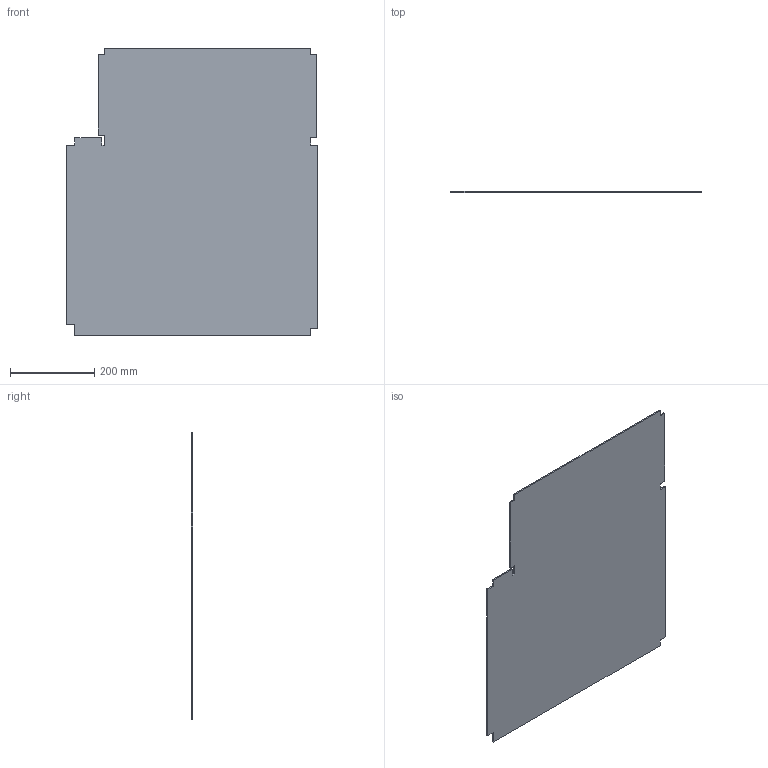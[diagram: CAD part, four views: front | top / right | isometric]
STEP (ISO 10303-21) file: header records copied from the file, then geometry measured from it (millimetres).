
FILE_DESCRIPTION (( 'STEP AP214' ), '1' );
FILE_NAME ('Accumulator_Container_Lid_v2.STEP', '2024-05-13T03:03:02', ( '' ), ( '' ), 'SwSTEP 2.0', 'SolidWorks 2023', '' );
FILE_SCHEMA (( 'AUTOMOTIVE_DESIGN' ));
Length unit declared in the file: inch
Products named in the file (1): Accumulator_Container_Lid_v2
Bounding box: 597.19 x 3.2 x 682.46 mm (x, y, z)
Volume: 1243091.7 mm3; surface area: 785418.8 mm2
Topology: 1 solids, 1 shells, 27 faces, 75 edges, 50 vertices
Faces by surface type: plane 27
Entity records: 876 total; most frequent: CARTESIAN_POINT 153, ORIENTED_EDGE 150, DIRECTION 131, EDGE_CURVE 75, VECTOR 75, LINE 75, VERTEX_POINT 50, AXIS2_PLACEMENT_3D 28
